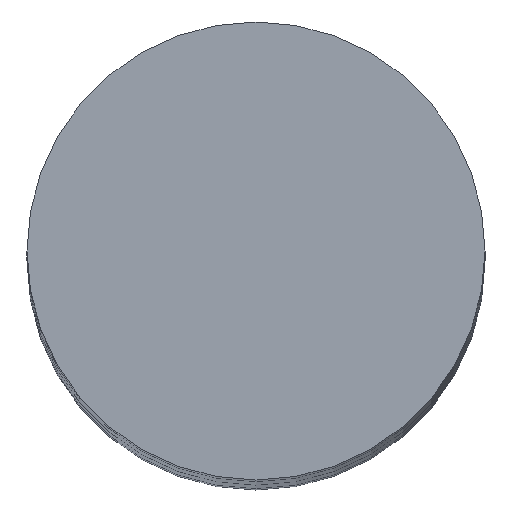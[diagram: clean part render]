
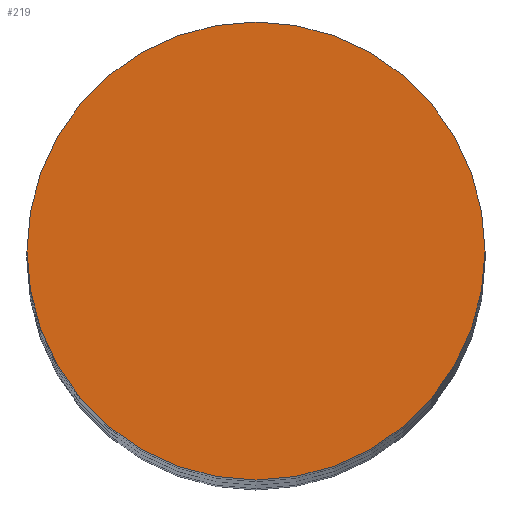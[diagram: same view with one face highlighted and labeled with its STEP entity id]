
A CAD part, top view. The second image highlights one B-rep face of the part: STEP entity #219.
In plain terms, the highlighted planar face has unit normal (0, 0, 1).
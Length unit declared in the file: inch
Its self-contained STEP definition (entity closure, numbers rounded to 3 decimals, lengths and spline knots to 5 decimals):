
#33 = VERTEX_POINT ( 'NONE', #655 ) ;
#34 = CARTESIAN_POINT ( 'NONE',  ( 0., 0., 0. ) ) ;
#57 = AXIS2_PLACEMENT_3D ( 'NONE', #34, #545, #246 ) ;
#82 = DIRECTION ( 'NONE',  ( 1., 0., 0. ) ) ;
#89 = EDGE_LOOP ( 'NONE', ( #600, #131 ) ) ;
#131 = ORIENTED_EDGE ( 'NONE', *, *, #537, .T. ) ;
#141 = AXIS2_PLACEMENT_3D ( 'NONE', #251, #364, #254 ) ;
#207 = CIRCLE ( 'NONE', #455, 0.07875 ) ;
#219 = ADVANCED_FACE ( 'NONE', ( #465 ), #517, .T. ) ;
#239 = VERTEX_POINT ( 'NONE', #513 ) ;
#246 = DIRECTION ( 'NONE',  ( 1., 0., 0. ) ) ;
#251 = CARTESIAN_POINT ( 'NONE',  ( 0., 0.07875, 0. ) ) ;
#254 = DIRECTION ( 'NONE',  ( -1., 0., 0. ) ) ;
#284 = DIRECTION ( 'NONE',  ( 0., 0., 1. ) ) ;
#364 = DIRECTION ( 'NONE',  ( 0., 0., 1. ) ) ;
#455 = AXIS2_PLACEMENT_3D ( 'NONE', #596, #284, #82 ) ;
#465 = FACE_OUTER_BOUND ( 'NONE', #89, .T. ) ;
#496 = EDGE_CURVE ( 'NONE', #33, #239, #207, .T. ) ;
#513 = CARTESIAN_POINT ( 'NONE',  ( -0.07875, 0., 0. ) ) ;
#517 = PLANE ( 'NONE',  #141 ) ;
#537 = EDGE_CURVE ( 'NONE', #239, #33, #542, .T. ) ;
#542 = CIRCLE ( 'NONE', #57, 0.07875 ) ;
#545 = DIRECTION ( 'NONE',  ( 0., 0., 1. ) ) ;
#596 = CARTESIAN_POINT ( 'NONE',  ( 0., 0., 0. ) ) ;
#600 = ORIENTED_EDGE ( 'NONE', *, *, #496, .T. ) ;
#655 = CARTESIAN_POINT ( 'NONE',  ( 0.07875, 0., 0. ) ) ;
